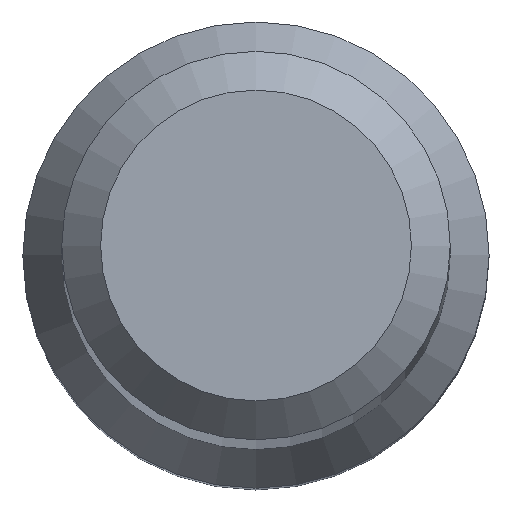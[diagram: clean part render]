
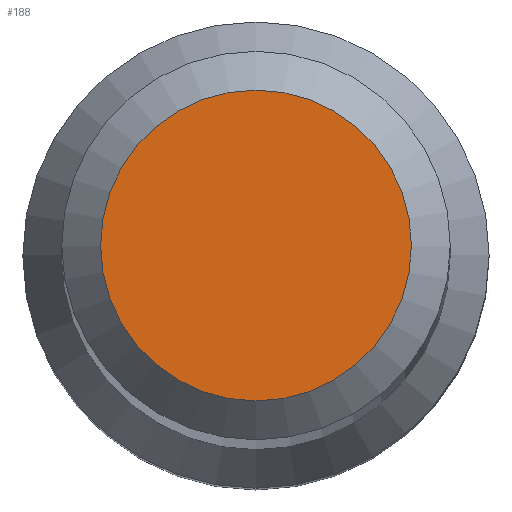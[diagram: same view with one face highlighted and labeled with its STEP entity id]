
A CAD part, top view. The second image highlights one B-rep face of the part: STEP entity #188.
In plain terms, the highlighted planar face has unit normal (0, 0, 1).
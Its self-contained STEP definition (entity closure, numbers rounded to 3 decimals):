
#39 = DIRECTION ( 'NONE',  ( 0., 1., 0. ) ) ;
#82 = CIRCLE ( 'NONE', #148, 2.4 ) ;
#85 = VERTEX_POINT ( 'NONE', #140 ) ;
#115 = CARTESIAN_POINT ( 'NONE',  ( 0., 0., 101. ) ) ;
#118 = AXIS2_PLACEMENT_3D ( 'NONE', #168, #119, #189 ) ;
#119 = DIRECTION ( 'NONE',  ( 0., 0., -1. ) ) ;
#133 = EDGE_CURVE ( 'NONE', #85, #85, #82, .T. ) ;
#140 = CARTESIAN_POINT ( 'NONE',  ( 0., 2.4, 101. ) ) ;
#148 = AXIS2_PLACEMENT_3D ( 'NONE', #115, #228, #39 ) ;
#164 = FACE_OUTER_BOUND ( 'NONE', #230, .T. ) ;
#168 = CARTESIAN_POINT ( 'NONE',  ( 0., 0., 101. ) ) ;
#188 = ADVANCED_FACE ( 'NONE', ( #164 ), #207, .F. ) ;
#189 = DIRECTION ( 'NONE',  ( 0., 1., 0. ) ) ;
#204 = ORIENTED_EDGE ( 'NONE', *, *, #133, .F. ) ;
#207 = PLANE ( 'NONE',  #118 ) ;
#228 = DIRECTION ( 'NONE',  ( 0., 0., -1. ) ) ;
#230 = EDGE_LOOP ( 'NONE', ( #204 ) ) ;
